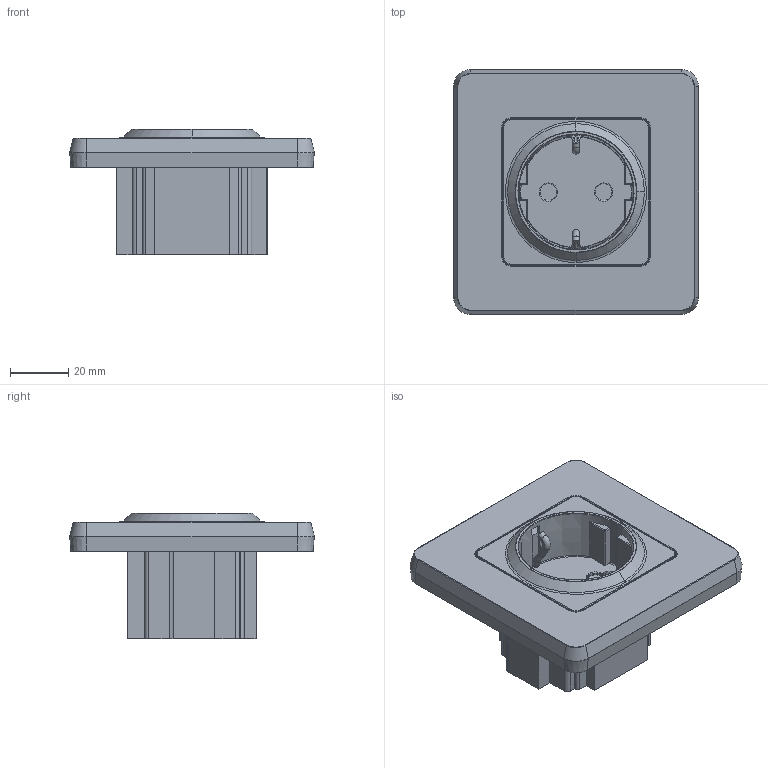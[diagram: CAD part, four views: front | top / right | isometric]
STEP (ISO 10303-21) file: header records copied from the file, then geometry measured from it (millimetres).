
FILE_DESCRIPTION (( 'STEP AP203' ), '1' );
FILE_NAME ('ðîçåòêà 1-ìåñòíàÿ ñ çêø.STEP', '2025-05-27T12:01:02', ( '' ), ( '' ), 'SwSTEP 2.0', 'SolidWorks 2022', '' );
FILE_SCHEMA (( 'CONFIG_CONTROL_DESIGN' ));
Length unit declared in the file: millimetre
Products named in the file (1): розетка 1-местная с зкш
Bounding box: 84 x 84 x 43.05 mm (x, y, z)
Volume: 106754.2 mm3; surface area: 31667.4 mm2
Topology: 1 solids, 10 shells, 930 faces, 2577 edges, 1661 vertices
Faces by surface type: plane 552, cylinder 127, bspline 126, cone 65, torus 56, sphere 4
Entity records: 45216 total; most frequent: CARTESIAN_POINT 24244, ORIENTED_EDGE 5138, DIRECTION 3255, EDGE_CURVE 2569, VERTEX_POINT 1661, B_SPLINE_CURVE_WITH_KNOTS 1157, AXIS2_PLACEMENT_3D 1138, VECTOR 979
